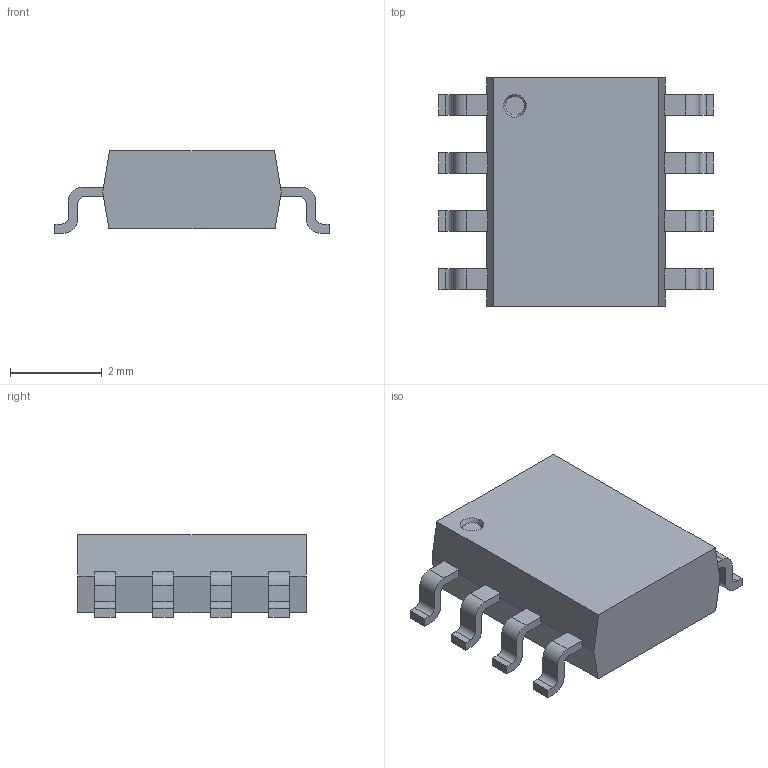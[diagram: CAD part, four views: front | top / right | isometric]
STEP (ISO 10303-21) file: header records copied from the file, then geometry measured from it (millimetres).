
FILE_DESCRIPTION (( 'STEP AP214' ), '1' );
FILE_NAME ('6AECD926-B798-47D8-A45D-885DB0524401.STEP', '2023-10-15T12:11:07', ( '' ), ( '' ), 'SwSTEP 2.0', 'SolidWorks 2022', '' );
FILE_SCHEMA (( 'AUTOMOTIVE_DESIGN' ));
Length unit declared in the file: millimetre
Products named in the file (1): 6AECD926-B798-47D8-A45D-885DB0524401
Bounding box: 6 x 5 x 1.8 mm (x, y, z)
Volume: 33.2 mm3; surface area: 83.8 mm2
Topology: 1 solids, 1 shells, 115 faces, 336 edges, 224 vertices
Faces by surface type: plane 81, cylinder 32, cone 2
Entity records: 3953 total; most frequent: CARTESIAN_POINT 676, ORIENTED_EDGE 672, DIRECTION 636, EDGE_CURVE 336, VECTOR 268, LINE 268, VERTEX_POINT 224, AXIS2_PLACEMENT_3D 184
